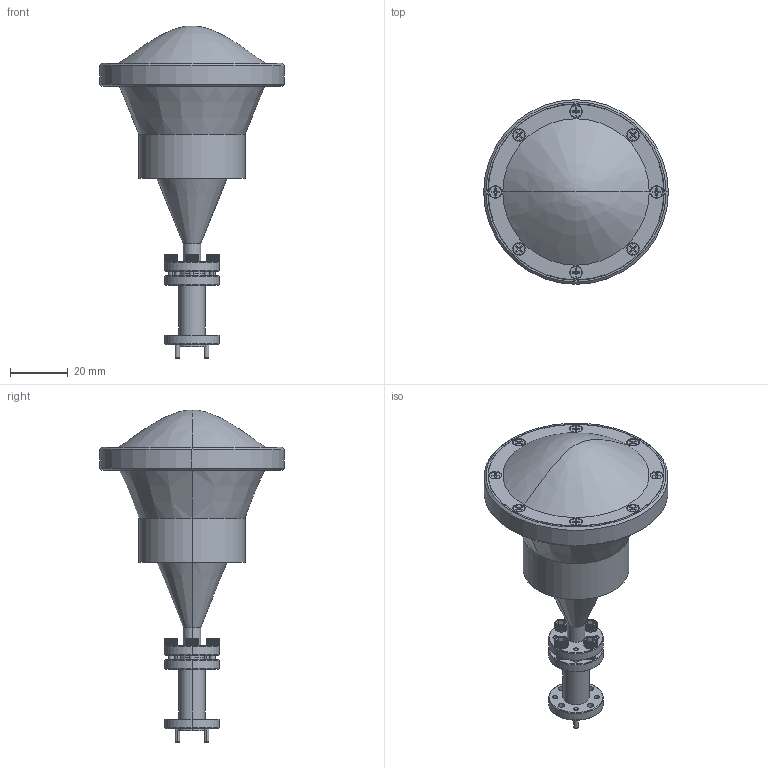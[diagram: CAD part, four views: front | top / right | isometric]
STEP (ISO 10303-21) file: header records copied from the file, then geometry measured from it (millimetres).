
FILE_DESCRIPTION (( 'STEP AP203' ), '1' );
FILE_NAME ('SAQ-813017-12-S1.STEP', '2020-06-24T23:01:02', ( '' ), ( '' ), 'SwSTEP 2.0', 'SolidWorks 2020', '' );
FILE_SCHEMA (( 'CONFIG_CONTROL_DESIGN' ));
Products named in the file (1): SAQ-813017-12-S1
Bounding box: 64.01 x 64.01 x 115.15 mm (x, y, z)
Volume: 95889.7 mm3; surface area: 25223 mm2
Topology: 21 solids, 21 shells, 1482 faces, 4068 edges, 2642 vertices
Faces by surface type: plane 594, cylinder 584, cone 260, bspline 36, torus 8
Entity records: 64999 total; most frequent: CARTESIAN_POINT 30505, ORIENTED_EDGE 8064, DIRECTION 6198, EDGE_CURVE 4032, VERTEX_POINT 2642, AXIS2_PLACEMENT_3D 2371, EDGE_LOOP 1612, FACE_OUTER_BOUND 1482
